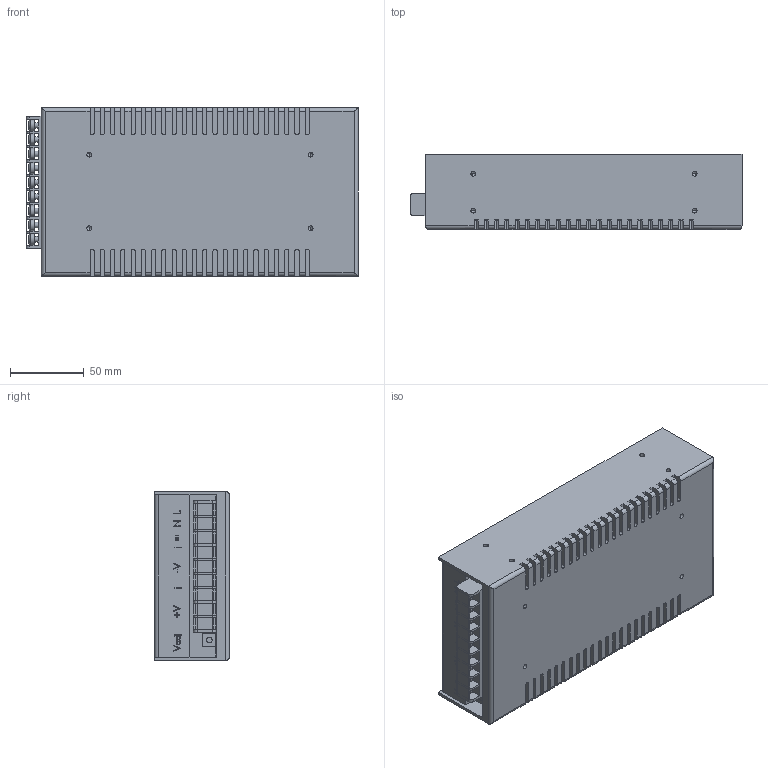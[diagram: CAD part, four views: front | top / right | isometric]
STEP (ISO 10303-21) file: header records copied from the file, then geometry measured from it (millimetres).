
FILE_DESCRIPTION (( 'STEP AP214' ), '1' );
FILE_NAME ('24 Volt Power Supply 13A MeanWell Amazon.STEP', '2018-10-22T16:27:42', ( '' ), ( '' ), 'SwSTEP 2.0', 'SolidWorks 2015', '' );
FILE_SCHEMA (( 'AUTOMOTIVE_DESIGN' ));
Length unit declared in the file: inch
Products named in the file (1): 24 Volt Power Supply 13A MeanWell Amazon
Bounding box: 225.04 x 50.8 x 114.3 mm (x, y, z)
Volume: 1203475.3 mm3; surface area: 113033.7 mm2
Topology: 1 solids, 1 shells, 658 faces, 1813 edges, 1184 vertices
Faces by surface type: plane 350, cylinder 245, bspline 25, cone 20, torus 18
Entity records: 26675 total; most frequent: CARTESIAN_POINT 4929, ORIENTED_EDGE 3586, DIRECTION 3561, EDGE_CURVE 1793, AXIS2_PLACEMENT_3D 1188, LINE 1185, VECTOR 1185, VERTEX_POINT 1184
